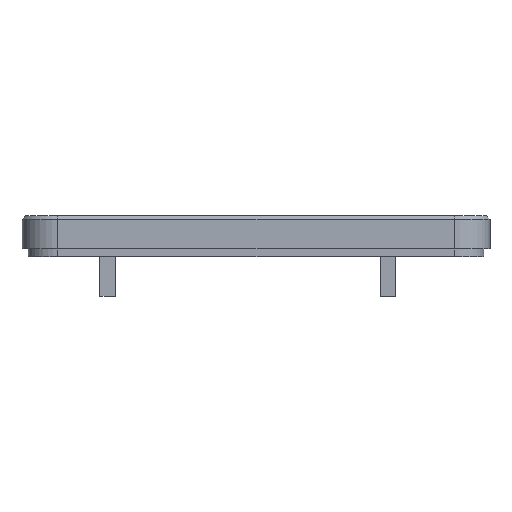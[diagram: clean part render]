
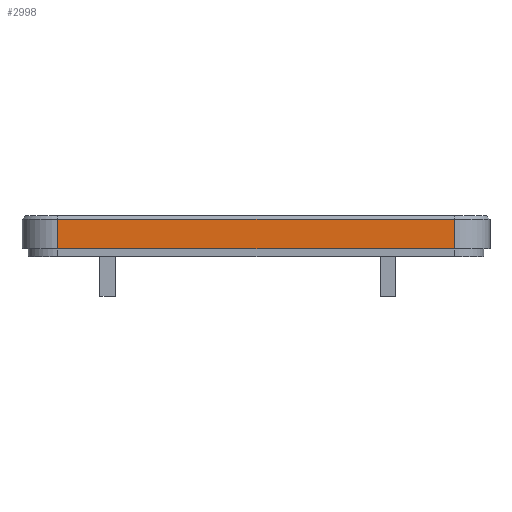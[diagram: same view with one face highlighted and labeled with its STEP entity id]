
A CAD part, left-side view. The second image highlights one B-rep face of the part: STEP entity #2998.
In plain terms, the highlighted planar face has unit normal (-1, 0, 0).
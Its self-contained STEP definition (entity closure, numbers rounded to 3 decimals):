
#93=PLANE('',#3197);
#218=FACE_OUTER_BOUND('',#390,.T.);
#390=EDGE_LOOP('',(#2125,#2126,#2127,#2128));
#705=LINE('',#4400,#1033);
#714=LINE('',#4430,#1042);
#716=LINE('',#4436,#1044);
#717=LINE('',#4437,#1045);
#1033=VECTOR('',#3485,10.);
#1042=VECTOR('',#3518,10.);
#1044=VECTOR('',#3524,10.);
#1045=VECTOR('',#3525,10.);
#1363=VERTEX_POINT('',#4390);
#1365=VERTEX_POINT('',#4396);
#1375=VERTEX_POINT('',#4429);
#1377=VERTEX_POINT('',#4435);
#1655=EDGE_CURVE('',#1363,#1365,#705,.T.);
#1670=EDGE_CURVE('',#1375,#1365,#714,.T.);
#1673=EDGE_CURVE('',#1377,#1363,#716,.T.);
#1674=EDGE_CURVE('',#1377,#1375,#717,.T.);
#2125=ORIENTED_EDGE('',*,*,#1655,.F.);
#2126=ORIENTED_EDGE('',*,*,#1673,.F.);
#2127=ORIENTED_EDGE('',*,*,#1674,.T.);
#2128=ORIENTED_EDGE('',*,*,#1670,.T.);
#2998=ADVANCED_FACE('',(#218),#93,.T.);
#3197=AXIS2_PLACEMENT_3D('',#4434,#3522,#3523);
#3485=DIRECTION('',(0.,-1.,0.));
#3518=DIRECTION('',(0.,0.,1.));
#3522=DIRECTION('center_axis',(-1.,0.,0.));
#3523=DIRECTION('ref_axis',(0.,-1.,0.));
#3524=DIRECTION('',(0.,0.,1.));
#3525=DIRECTION('',(0.,-1.,0.));
#4390=CARTESIAN_POINT('',(-2.6,52.9,12.4));
#4396=CARTESIAN_POINT('',(-2.6,2.,12.4));
#4400=CARTESIAN_POINT('',(-2.6,40.175,12.4));
#4429=CARTESIAN_POINT('',(-2.6,2.,8.6));
#4430=CARTESIAN_POINT('',(-2.6,2.,0.));
#4434=CARTESIAN_POINT('Origin',(-2.6,52.9,0.));
#4435=CARTESIAN_POINT('',(-2.6,52.9,8.6));
#4436=CARTESIAN_POINT('',(-2.6,52.9,0.));
#4437=CARTESIAN_POINT('',(-2.6,40.175,8.6));
